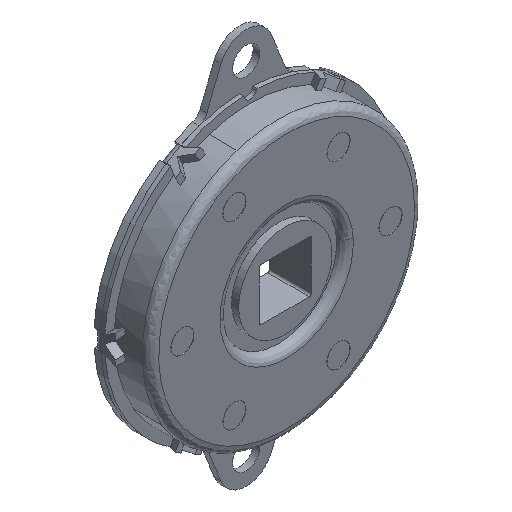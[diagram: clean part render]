
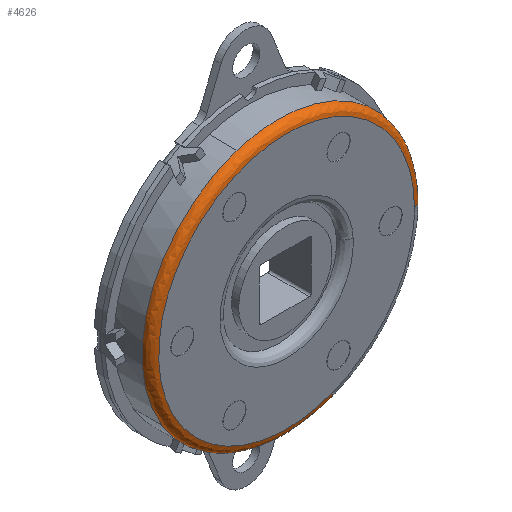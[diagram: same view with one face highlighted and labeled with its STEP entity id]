
A CAD part, isometric view. The second image highlights one B-rep face of the part: STEP entity #4626.
In plain terms, the highlighted free-form (B-spline) face has degree [2, 2] with [9, 3] control points.
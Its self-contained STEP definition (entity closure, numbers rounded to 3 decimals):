
#2541=CARTESIAN_POINT('',(-27.976,-9.3,-16.931));
#2542=VERTEX_POINT('',#2541);
#2543=CARTESIAN_POINT('',(-9.911,-9.3,31.162));
#2544=VERTEX_POINT('',#2543);
#2545=CARTESIAN_POINT('',(-27.976,-9.3,-16.931));
#2546=CARTESIAN_POINT('',(-32.7,-9.3,-9.124));
#2547=CARTESIAN_POINT('',(-32.7,-9.3,0.));
#2548=CARTESIAN_POINT('',(-32.7,-9.3,23.914));
#2549=CARTESIAN_POINT('',(-9.911,-9.3,31.162));
#2557=(BOUNDED_CURVE()B_SPLINE_CURVE(2,(#2545,#2546,#2547,#2548,#2549),.UNSPECIFIED.,.F.,.U.)B_SPLINE_CURVE_WITH_KNOTS((3,2,3),(0.662,0.75,0.948),.UNSPECIFIED.)CURVE()GEOMETRIC_REPRESENTATION_ITEM()RATIONAL_B_SPLINE_CURVE((0.866,0.896,1.0,0.768,0.904))REPRESENTATION_ITEM(''));
#2558=EDGE_CURVE('',#2542,#2544,#2557,.T.);
#3162=CARTESIAN_POINT('',(0.0,-9.3,32.7));
#3163=VERTEX_POINT('',#3162);
#3164=CARTESIAN_POINT('',(-9.911,-9.3,31.162));
#3165=CARTESIAN_POINT('',(-5.075,-9.3,32.7));
#3166=CARTESIAN_POINT('',(0.0,-9.3,32.7));
#3174=(BOUNDED_CURVE()B_SPLINE_CURVE(2,(#3164,#3165,#3166),.UNSPECIFIED.,.F.,.U.)B_SPLINE_CURVE_WITH_KNOTS((3,3),(0.948,1.0),.UNSPECIFIED.)CURVE()GEOMETRIC_REPRESENTATION_ITEM()RATIONAL_B_SPLINE_CURVE((0.904,0.94,1.0))REPRESENTATION_ITEM(''));
#3175=EDGE_CURVE('',#2544,#3163,#3174,.T.);
#3177=CARTESIAN_POINT('',(32.7,-9.3,0.0));
#3178=VERTEX_POINT('',#3177);
#3179=CARTESIAN_POINT('',(0.0,-9.3,32.7));
#3180=CARTESIAN_POINT('',(32.7,-9.3,32.7));
#3181=CARTESIAN_POINT('',(32.7,-9.3,0.0));
#3189=(BOUNDED_CURVE()B_SPLINE_CURVE(2,(#3179,#3180,#3181),.UNSPECIFIED.,.F.,.U.)B_SPLINE_CURVE_WITH_KNOTS((3,3),(0.0,0.25),.UNSPECIFIED.)CURVE()GEOMETRIC_REPRESENTATION_ITEM()RATIONAL_B_SPLINE_CURVE((1.0,0.707,1.0))REPRESENTATION_ITEM(''));
#3190=EDGE_CURVE('',#3163,#3178,#3189,.T.);
#3192=CARTESIAN_POINT('',(11.553,-9.3,-30.591));
#3193=VERTEX_POINT('',#3192);
#3207=CARTESIAN_POINT('',(0.0,-9.3,-32.7));
#3208=VERTEX_POINT('',#3207);
#3209=CARTESIAN_POINT('',(11.553,-9.3,-30.591));
#3210=CARTESIAN_POINT('',(5.969,-9.3,-32.7));
#3211=CARTESIAN_POINT('',(0.0,-9.3,-32.7));
#3219=(BOUNDED_CURVE()B_SPLINE_CURVE(2,(#3209,#3210,#3211),.UNSPECIFIED.,.F.,.U.)B_SPLINE_CURVE_WITH_KNOTS((3,3),(0.44,0.5),.UNSPECIFIED.)CURVE()GEOMETRIC_REPRESENTATION_ITEM()RATIONAL_B_SPLINE_CURVE((0.893,0.93,1.0))REPRESENTATION_ITEM(''));
#3220=EDGE_CURVE('',#3193,#3208,#3219,.T.);
#3222=CARTESIAN_POINT('',(0.0,-9.3,-32.7));
#3223=CARTESIAN_POINT('',(-18.432,-9.3,-32.7));
#3224=CARTESIAN_POINT('',(-27.976,-9.3,-16.931));
#3232=(BOUNDED_CURVE()B_SPLINE_CURVE(2,(#3222,#3223,#3224),.UNSPECIFIED.,.F.,.U.)B_SPLINE_CURVE_WITH_KNOTS((3,3),(0.5,0.662),.UNSPECIFIED.)CURVE()GEOMETRIC_REPRESENTATION_ITEM()RATIONAL_B_SPLINE_CURVE((1.0,0.811,0.866))REPRESENTATION_ITEM(''));
#3233=EDGE_CURVE('',#3208,#2542,#3232,.T.);
#4509=CARTESIAN_POINT('',(10.797,-11.295,-28.59));
#4510=CARTESIAN_POINT('',(5.579,-11.295,-30.561));
#4511=CARTESIAN_POINT('',(0.,-11.295,-30.561));
#4512=CARTESIAN_POINT('',(-30.561,-11.295,-30.561));
#4513=CARTESIAN_POINT('',(-30.561,-11.295,0.));
#4514=CARTESIAN_POINT('',(-30.561,-11.295,30.561));
#4515=CARTESIAN_POINT('',(0.,-11.295,30.561));
#4516=CARTESIAN_POINT('',(30.561,-11.295,30.561));
#4517=CARTESIAN_POINT('',(30.561,-11.295,0.));
#4518=CARTESIAN_POINT('',(11.608,-11.455,-30.737));
#4519=CARTESIAN_POINT('',(5.997,-11.455,-32.855));
#4520=CARTESIAN_POINT('',(0.,-11.455,-32.855));
#4521=CARTESIAN_POINT('',(-32.855,-11.455,-32.855));
#4522=CARTESIAN_POINT('',(-32.855,-11.455,0.));
#4523=CARTESIAN_POINT('',(-32.855,-11.455,32.855));
#4524=CARTESIAN_POINT('',(0.,-11.455,32.855));
#4525=CARTESIAN_POINT('',(32.855,-11.455,32.855));
#4526=CARTESIAN_POINT('',(32.855,-11.455,0.));
#4527=CARTESIAN_POINT('',(11.551,-9.161,-30.587));
#4528=CARTESIAN_POINT('',(5.968,-9.161,-32.695));
#4529=CARTESIAN_POINT('',(0.,-9.161,-32.695));
#4530=CARTESIAN_POINT('',(-32.695,-9.161,-32.695));
#4531=CARTESIAN_POINT('',(-32.695,-9.161,0.));
#4532=CARTESIAN_POINT('',(-32.695,-9.161,32.695));
#4533=CARTESIAN_POINT('',(0.,-9.161,32.695));
#4534=CARTESIAN_POINT('',(32.695,-9.161,32.695));
#4535=CARTESIAN_POINT('',(32.695,-9.161,0.));
#4543=(BOUNDED_SURFACE()B_SPLINE_SURFACE(2,2,((#4509,#4518,#4527),(#4510,#4519,#4528),(#4511,#4520,#4529),(#4512,#4521,#4530),(#4513,#4522,#4531),(#4514,#4523,#4532),(#4515,#4524,#4533),(#4516,#4525,#4534),(#4517,#4526,#4535)),.UNSPECIFIED.,.F.,.F.,.U.)B_SPLINE_SURFACE_WITH_KNOTS((3,2,2,2,3),(3,3),(0.0,13.001,67.172,121.343,175.514),(0.0,3.645),.UNSPECIFIED.)GEOMETRIC_REPRESENTATION_ITEM()RATIONAL_B_SPLINE_SURFACE(((0.818,0.535,0.814),(0.852,0.557,0.847),(0.916,0.599,0.911),(0.648,0.424,0.644),(0.916,0.599,0.911),(0.648,0.424,0.644),(0.916,0.599,0.911),(0.648,0.424,0.644),(0.916,0.599,0.911)))REPRESENTATION_ITEM('')SURFACE());
#4544=CARTESIAN_POINT('',(0.0,-11.3,-30.7));
#4545=VERTEX_POINT('',#4544);
#4546=CARTESIAN_POINT('',(10.846,-11.3,-28.72));
#4547=VERTEX_POINT('',#4546);
#4548=CARTESIAN_POINT('',(0.0,-11.3,-30.7));
#4549=CARTESIAN_POINT('',(5.604,-11.3,-30.7));
#4550=CARTESIAN_POINT('',(10.846,-11.3,-28.72));
#4558=(BOUNDED_CURVE()B_SPLINE_CURVE(2,(#4548,#4549,#4550),.UNSPECIFIED.,.F.,.U.)B_SPLINE_CURVE_WITH_KNOTS((3,3),(0.5,0.56),.UNSPECIFIED.)CURVE()GEOMETRIC_REPRESENTATION_ITEM()RATIONAL_B_SPLINE_CURVE((1.0,0.93,0.893))REPRESENTATION_ITEM(''));
#4559=EDGE_CURVE('',#4545,#4547,#4558,.T.);
#4560=ORIENTED_EDGE('',*,*,#4559,.F.);
#4561=CARTESIAN_POINT('',(0.0,-11.3,30.7));
#4562=VERTEX_POINT('',#4561);
#4563=CARTESIAN_POINT('',(0.0,-11.3,30.7));
#4564=CARTESIAN_POINT('',(-30.7,-11.3,30.7));
#4565=CARTESIAN_POINT('',(-30.7,-11.3,0.));
#4566=CARTESIAN_POINT('',(-30.7,-11.3,-30.7));
#4567=CARTESIAN_POINT('',(0.0,-11.3,-30.7));
#4575=(BOUNDED_CURVE()B_SPLINE_CURVE(2,(#4563,#4564,#4565,#4566,#4567),.UNSPECIFIED.,.F.,.U.)B_SPLINE_CURVE_WITH_KNOTS((3,2,3),(0.0,0.25,0.5),.UNSPECIFIED.)CURVE()GEOMETRIC_REPRESENTATION_ITEM()RATIONAL_B_SPLINE_CURVE((1.0,0.707,1.0,0.707,1.0))REPRESENTATION_ITEM(''));
#4576=EDGE_CURVE('',#4562,#4545,#4575,.T.);
#4577=ORIENTED_EDGE('',*,*,#4576,.F.);
#4578=CARTESIAN_POINT('',(30.7,-11.3,0.0));
#4579=VERTEX_POINT('',#4578);
#4580=CARTESIAN_POINT('',(30.7,-11.3,0.0));
#4581=CARTESIAN_POINT('',(30.7,-11.3,30.7));
#4582=CARTESIAN_POINT('',(0.0,-11.3,30.7));
#4590=(BOUNDED_CURVE()B_SPLINE_CURVE(2,(#4580,#4581,#4582),.UNSPECIFIED.,.F.,.U.)B_SPLINE_CURVE_WITH_KNOTS((3,3),(0.75,1.0),.UNSPECIFIED.)CURVE()GEOMETRIC_REPRESENTATION_ITEM()RATIONAL_B_SPLINE_CURVE((1.0,0.707,1.0))REPRESENTATION_ITEM(''));
#4591=EDGE_CURVE('',#4579,#4562,#4590,.T.);
#4592=ORIENTED_EDGE('',*,*,#4591,.F.);
#4593=CARTESIAN_POINT('',(30.7,-11.3,0.0));
#4594=CARTESIAN_POINT('',(32.7,-11.3,0.0));
#4595=CARTESIAN_POINT('',(32.7,-9.3,0.0));
#4603=(BOUNDED_CURVE()B_SPLINE_CURVE(2,(#4593,#4594,#4595),.UNSPECIFIED.,.F.,.U.)B_SPLINE_CURVE_WITH_KNOTS((3,3),(-1.736,-0.277),.UNSPECIFIED.)CURVE()GEOMETRIC_REPRESENTATION_ITEM()RATIONAL_B_SPLINE_CURVE((0.889,0.627,0.884))REPRESENTATION_ITEM(''));
#4604=EDGE_CURVE('',#4579,#3178,#4603,.T.);
#4605=ORIENTED_EDGE('',*,*,#4604,.T.);
#4606=ORIENTED_EDGE('',*,*,#3190,.F.);
#4607=ORIENTED_EDGE('',*,*,#3175,.F.);
#4608=ORIENTED_EDGE('',*,*,#2558,.F.);
#4609=ORIENTED_EDGE('',*,*,#3233,.F.);
#4610=ORIENTED_EDGE('',*,*,#3220,.F.);
#4611=CARTESIAN_POINT('',(10.846,-11.3,-28.72));
#4612=CARTESIAN_POINT('',(11.553,-11.3,-30.591));
#4613=CARTESIAN_POINT('',(11.553,-9.3,-30.591));
#4621=(BOUNDED_CURVE()B_SPLINE_CURVE(2,(#4611,#4612,#4613),.UNSPECIFIED.,.F.,.U.)B_SPLINE_CURVE_WITH_KNOTS((3,3),(-1.736,-0.277),.UNSPECIFIED.)CURVE()GEOMETRIC_REPRESENTATION_ITEM()RATIONAL_B_SPLINE_CURVE((0.794,0.56,0.789))REPRESENTATION_ITEM(''));
#4622=EDGE_CURVE('',#4547,#3193,#4621,.T.);
#4623=ORIENTED_EDGE('',*,*,#4622,.F.);
#4624=EDGE_LOOP('',(#4560,#4577,#4592,#4605,#4606,#4607,#4608,#4609,#4610,#4623));
#4625=FACE_OUTER_BOUND('',#4624,.T.);
#4626=ADVANCED_FACE('',(#4625),#4543,.T.);
